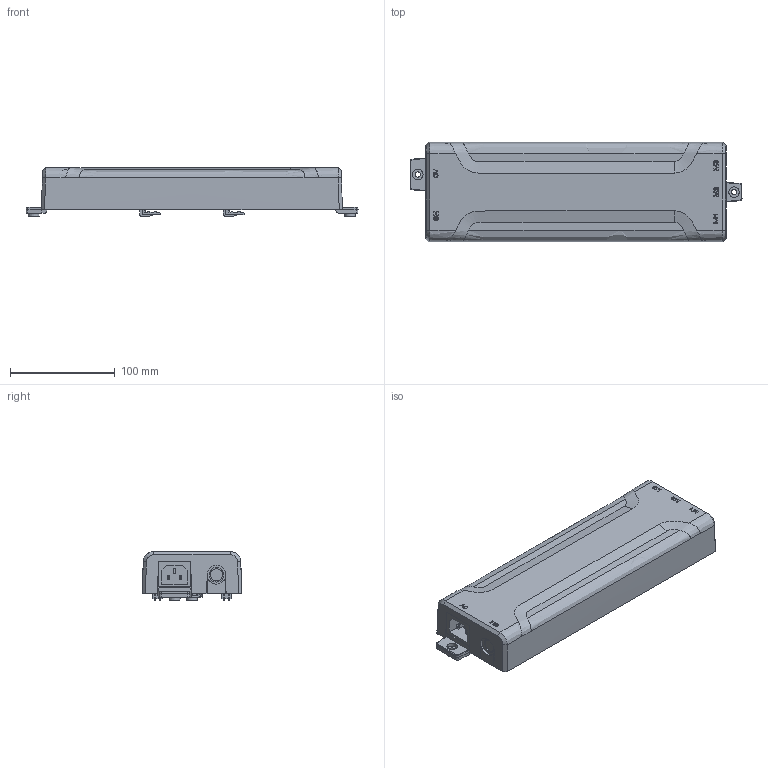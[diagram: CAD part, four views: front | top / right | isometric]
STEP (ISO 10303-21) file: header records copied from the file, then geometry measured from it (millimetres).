
FILE_DESCRIPTION(/* description */ (''),/* implementation_level */ '2;1');
FILE_NAME(/* name */ 'DB03.stp',/* time_stamp */ '2021-03-12T15:06:41+01:00',/* author */ (''),/* organization */ (''),/* preprocessor_version */ 'ST-DEVELOPER v16.7',/* originating_system */ 'SIEMENS PLM Software NX 12.0',/* authorisation */ '');
FILE_SCHEMA (('AUTOMOTIVE_DESIGN { 1 0 10303 214 3 1 1 1 }'));
Length unit declared in the file: millimetre
Products named in the file (1): DB03
Bounding box: 317.66 x 95 x 46.55 mm (x, y, z)
Volume: 227429.5 mm3; surface area: 198156.2 mm2
Topology: 7 solids, 7 shells, 1634 faces, 4455 edges, 2954 vertices
Faces by surface type: plane 1371, cylinder 120, extrusion 77, bspline 43, cone 21, torus 2
Full cylindrical faces by diameter (mm): 2.4 x6, 3.4 x5, 5.042 x2, 7.3 x5, 10 x2, 10.442 x1, 11.7 x1, 14 x1
Entity records: 54868 total; most frequent: CARTESIAN_POINT 14292, ORIENTED_EDGE 8850, DIRECTION 7340, EDGE_CURVE 4425, VECTOR 3750, LINE 3673, VERTEX_POINT 2948, EDGE_LOOP 1795
